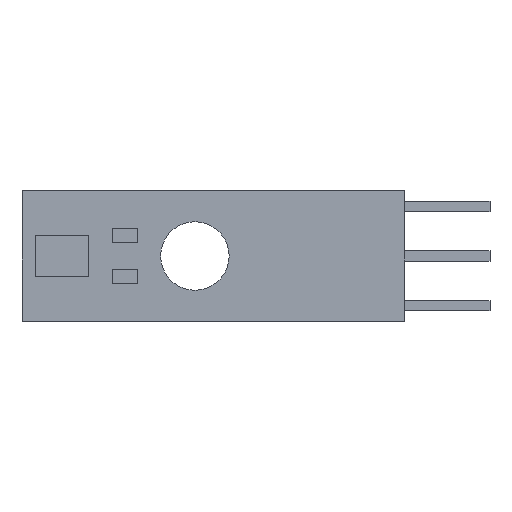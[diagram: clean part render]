
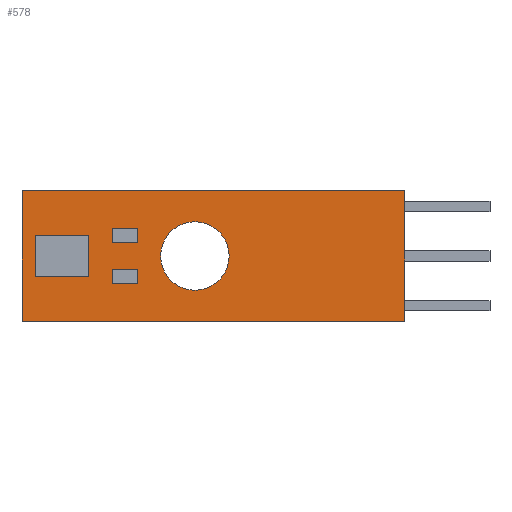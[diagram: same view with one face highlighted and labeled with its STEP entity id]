
A CAD part, top view. The second image highlights one B-rep face of the part: STEP entity #578.
In plain terms, the highlighted planar face has unit normal (0, 0, 1).
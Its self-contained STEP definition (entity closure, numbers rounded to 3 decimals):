
#55=FACE_BOUND('',#124,.T.);
#61=PLANE('',#733);
#90=FACE_OUTER_BOUND('',#123,.T.);
#123=EDGE_LOOP('',(#438,#439,#440,#441));
#124=EDGE_LOOP('',(#442));
#156=LINE('',#969,#221);
#159=LINE('',#975,#224);
#162=LINE('',#981,#227);
#165=LINE('',#985,#230);
#221=VECTOR('',#794,10.);
#224=VECTOR('',#799,10.);
#227=VECTOR('',#804,10.);
#230=VECTOR('',#809,10.);
#283=CIRCLE('',#727,2.175);
#293=VERTEX_POINT('',#957);
#297=VERTEX_POINT('',#966);
#298=VERTEX_POINT('',#968);
#300=VERTEX_POINT('',#974);
#302=VERTEX_POINT('',#980);
#343=EDGE_CURVE('',#293,#293,#283,.T.);
#348=EDGE_CURVE('',#298,#297,#156,.T.);
#351=EDGE_CURVE('',#300,#298,#159,.T.);
#354=EDGE_CURVE('',#302,#300,#162,.T.);
#357=EDGE_CURVE('',#297,#302,#165,.T.);
#438=ORIENTED_EDGE('',*,*,#357,.T.);
#439=ORIENTED_EDGE('',*,*,#354,.T.);
#440=ORIENTED_EDGE('',*,*,#351,.T.);
#441=ORIENTED_EDGE('',*,*,#348,.T.);
#442=ORIENTED_EDGE('',*,*,#343,.T.);
#578=ADVANCED_FACE('',(#90,#55),#61,.T.);
#727=AXIS2_PLACEMENT_3D('',#958,#785,#786);
#733=AXIS2_PLACEMENT_3D('',#986,#810,#811);
#785=DIRECTION('center_axis',(0.,0.,-1.));
#786=DIRECTION('ref_axis',(-1.,0.,0.));
#794=DIRECTION('',(0.,-1.,0.));
#799=DIRECTION('',(-1.,0.,0.));
#804=DIRECTION('',(0.,1.,0.));
#809=DIRECTION('',(1.,0.,0.));
#810=DIRECTION('center_axis',(0.,0.,1.));
#811=DIRECTION('ref_axis',(1.,0.,0.));
#957=CARTESIAN_POINT('',(13.15,-4.15,1.6));
#958=CARTESIAN_POINT('Origin',(10.975,-4.15,1.6));
#966=CARTESIAN_POINT('',(0.,-8.3,1.6));
#968=CARTESIAN_POINT('',(0.,0.,1.6));
#969=CARTESIAN_POINT('',(0.,0.,1.6));
#974=CARTESIAN_POINT('',(24.3,0.,1.6));
#975=CARTESIAN_POINT('',(24.3,0.,1.6));
#980=CARTESIAN_POINT('',(24.3,-8.3,1.6));
#981=CARTESIAN_POINT('',(24.3,-8.3,1.6));
#985=CARTESIAN_POINT('',(0.,-8.3,1.6));
#986=CARTESIAN_POINT('Origin',(12.15,-4.15,1.6));
